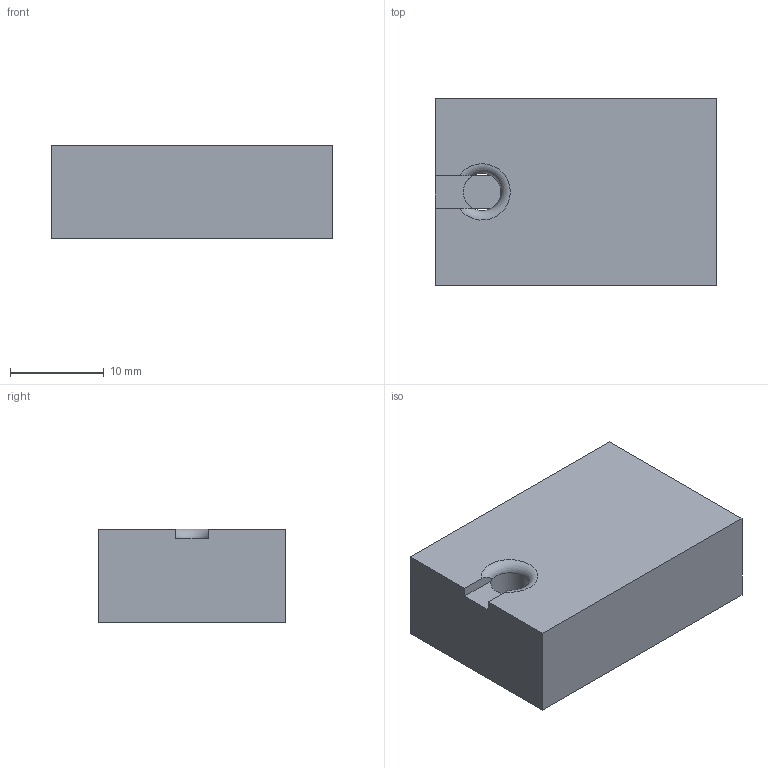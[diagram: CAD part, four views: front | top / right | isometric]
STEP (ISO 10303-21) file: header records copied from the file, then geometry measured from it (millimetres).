
FILE_DESCRIPTION(/* description */ (''),/* implementation_level */ '2;1');
FILE_NAME(/* name */ 'Scroll Saw blade Handle.step',/* time_stamp */ '2026-02-07T17:16:49-05:00',/* author */ (''),/* organization */ (''),/* preprocessor_version */ 'ST-DEVELOPER v20.1',/* originating_system */ 'Autodesk Translation Framework v14.24.0.0',/* authorisation */ '');
FILE_SCHEMA (('AUTOMOTIVE_DESIGN { 1 0 10303 214 3 1 1 }'));
Length unit declared in the file: millimetre
Products named in the file (1): 2026-02-07-17-10-03-696
Bounding box: 30 x 20 x 10 mm (x, y, z)
Volume: 5932.1 mm3; surface area: 2293 mm2
Topology: 1 solids, 1 shells, 14 faces, 40 edges, 26 vertices
Faces by surface type: plane 12, torus 1, cylinder 1
Full cylindrical faces by diameter (mm): 4 x1
Entity records: 516 total; most frequent: CARTESIAN_POINT 103, ORIENTED_EDGE 80, DIRECTION 77, EDGE_CURVE 40, LINE 29, VECTOR 29, VERTEX_POINT 26, AXIS2_PLACEMENT_3D 24
